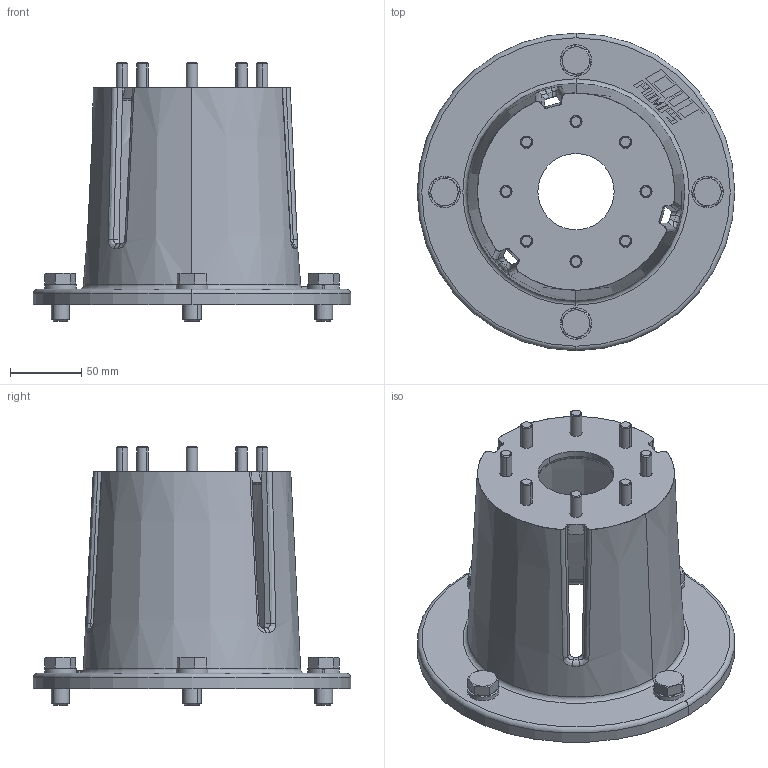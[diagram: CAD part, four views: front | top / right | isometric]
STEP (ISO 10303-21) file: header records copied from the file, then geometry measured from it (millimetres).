
FILE_DESCRIPTION (( 'STEP AP203' ), '1' );
FILE_NAME ('76215.7CP.STEP', '2015-12-10T12:26:28', ( '' ), ( '' ), 'SwSTEP 2.0', 'SolidWorks 2015', '' );
FILE_SCHEMA (( 'CONFIG_CONTROL_DESIGN' ));
Length unit declared in the file: inch
Products named in the file (6): lock washer spring regular_ai_Regular LW 0.5; 76215.7CP; hex finished bolt_ai_HFBOLT 0.5-13x1x1-N; 992879_90069A130; 992877_B18.3.5M - 8 x 1.25 x 25 Socket FCHS  -- 25N; 76365
Assembly tree (25 placements, depth 2):
  76215.7CP
    lock washer spring regular_ai_Regular LW 0.5  x4
    hex finished bolt_ai_HFBOLT 0.5-13x1x1-N  x4
    992879_90069A130  x8
    992877_B18.3.5M - 8 x 1.25 x 25 Socket FCHS  -- 25N  x8
    76365
Bounding box: 222.25 x 222.25 x 180.64 mm (x, y, z)
Volume: 657762.5 mm3; surface area: 217660.8 mm2
Topology: 25 solids, 25 shells, 1820 faces, 4008 edges, 2242 vertices
Faces by surface type: bspline 802, plane 607, cone 238, cylinder 112, torus 61
Entity records: 19668 total; most frequent: CARTESIAN_POINT 8237, ORIENTED_EDGE 2232, DIRECTION 1989, EDGE_CURVE 1116, AXIS2_PLACEMENT_3D 720, VERTEX_POINT 667, LINE 549, VECTOR 549
